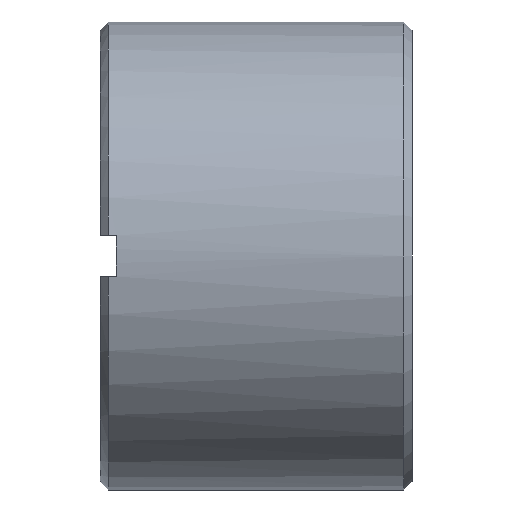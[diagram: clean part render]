
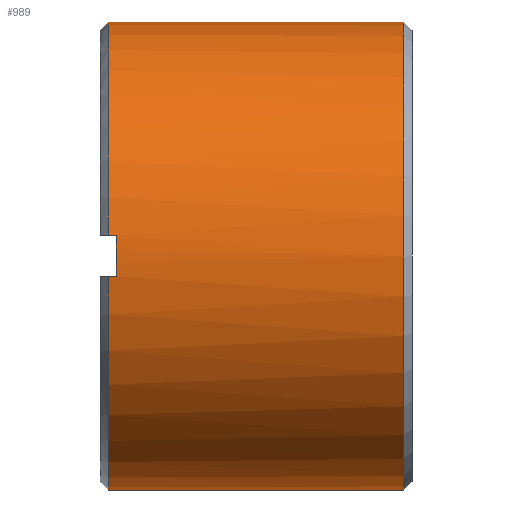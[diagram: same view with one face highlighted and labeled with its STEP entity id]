
A CAD part, front view. The second image highlights one B-rep face of the part: STEP entity #989.
In plain terms, the highlighted cylindrical face has radius 36.195 mm (diameter 72.39 mm), a partial arc.
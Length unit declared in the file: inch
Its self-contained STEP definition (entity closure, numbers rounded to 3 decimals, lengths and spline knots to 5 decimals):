
#275=CARTESIAN_POINT('',(1.85,0.,0.));
#276=DIRECTION('',(1.,0.,0.));
#277=DIRECTION('',(0.,0.,1.));
#278=AXIS2_PLACEMENT_3D('',#275,#276,#277);
#283=CARTESIAN_POINT('',(0.05,0.,0.));
#284=DIRECTION('',(-1.,0.,0.));
#285=DIRECTION('',(0.,0.,-1.));
#286=AXIS2_PLACEMENT_3D('',#283,#284,#285);
#291=DIRECTION('',(1.,0.,0.));
#292=VECTOR('',#291,0.05);
#293=CARTESIAN_POINT('',(0.05,-1.41951,-0.125));
#294=LINE('',#293,#292);
#298=CARTESIAN_POINT('',(0.1,0.,0.));
#299=DIRECTION('',(1.,0.,0.));
#300=DIRECTION('',(0.,-0.996,0.088));
#301=AXIS2_PLACEMENT_3D('',#298,#299,#300);
#306=DIRECTION('',(1.,0.,0.));
#307=VECTOR('',#306,0.05);
#308=CARTESIAN_POINT('',(0.05,-1.41951,0.125));
#309=LINE('',#308,#307);
#313=CARTESIAN_POINT('',(0.05,0.,0.));
#314=DIRECTION('',(-1.,0.,0.));
#315=DIRECTION('',(0.,-0.996,0.088));
#316=AXIS2_PLACEMENT_3D('',#313,#314,#315);
#321=DIRECTION('',(1.,0.,0.));
#322=VECTOR('',#321,1.8);
#323=CARTESIAN_POINT('',(0.05,0.,1.425));
#324=LINE('',#323,#322);
#374=DIRECTION('',(1.,0.,0.));
#375=VECTOR('',#374,1.8);
#376=CARTESIAN_POINT('',(0.05,0.,-1.425));
#377=LINE('',#376,#375);
#407=CARTESIAN_POINT('',(0.05,-1.41951,0.125));
#637=CARTESIAN_POINT('',(1.85,0.,-1.425));
#638=CARTESIAN_POINT('',(1.85,0.,1.425));
#639=VERTEX_POINT('',#637);
#640=VERTEX_POINT('',#638);
#653=CARTESIAN_POINT('',(0.05,0.,-1.425));
#654=VERTEX_POINT('',#653);
#655=CARTESIAN_POINT('',(0.05,0.,1.425));
#656=VERTEX_POINT('',#655);
#701=CARTESIAN_POINT('',(0.1,-1.41951,0.125));
#702=CARTESIAN_POINT('',(0.1,-1.41951,-0.125));
#703=VERTEX_POINT('',#701);
#704=VERTEX_POINT('',#702);
#705=CARTESIAN_POINT('',(0.05,-1.41951,-0.125));
#706=VERTEX_POINT('',#705);
#717=VERTEX_POINT('',#407);
#967=CARTESIAN_POINT('',(0.,0.,0.));
#968=DIRECTION('',(1.,0.,0.));
#969=DIRECTION('',(0.,0.,-1.));
#970=AXIS2_PLACEMENT_3D('',#967,#968,#969);
#971=CYLINDRICAL_SURFACE('',#970,1.425);
#972=ORIENTED_EDGE('',*,*,#961,.T.);
#974=ORIENTED_EDGE('',*,*,#973,.F.);
#976=ORIENTED_EDGE('',*,*,#975,.T.);
#978=ORIENTED_EDGE('',*,*,#977,.T.);
#980=ORIENTED_EDGE('',*,*,#979,.F.);
#982=ORIENTED_EDGE('',*,*,#981,.F.);
#984=ORIENTED_EDGE('',*,*,#983,.T.);
#986=ORIENTED_EDGE('',*,*,#985,.T.);
#987=EDGE_LOOP('',(#972,#974,#976,#978,#980,#982,#984,#986));
#988=FACE_OUTER_BOUND('',#987,.F.);
#279=CIRCLE('',#278,1.425);
#287=CIRCLE('',#286,1.425);
#302=CIRCLE('',#301,1.425);
#317=CIRCLE('',#316,1.425);
#961=EDGE_CURVE('',#640,#639,#279,.T.);
#973=EDGE_CURVE('',#654,#639,#377,.T.);
#975=EDGE_CURVE('',#654,#706,#287,.T.);
#977=EDGE_CURVE('',#706,#704,#294,.T.);
#979=EDGE_CURVE('',#703,#704,#302,.T.);
#981=EDGE_CURVE('',#717,#703,#309,.T.);
#983=EDGE_CURVE('',#717,#656,#317,.T.);
#985=EDGE_CURVE('',#656,#640,#324,.T.);
#989=ADVANCED_FACE('',(#988),#971,.T.);
